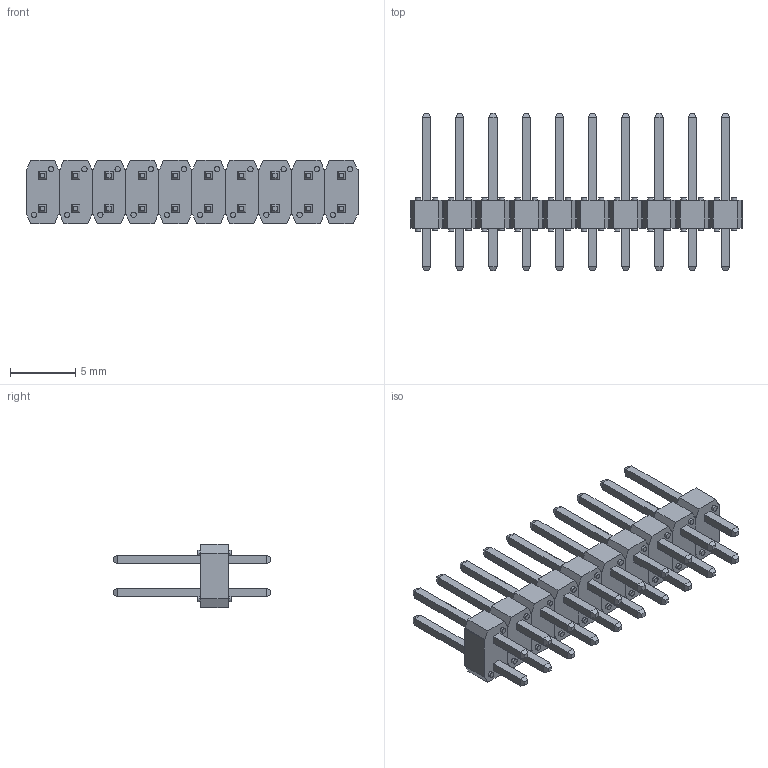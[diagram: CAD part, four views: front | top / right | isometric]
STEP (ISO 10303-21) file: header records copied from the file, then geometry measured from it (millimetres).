
FILE_DESCRIPTION (( 'STEP AP214' ), '1' );
FILE_NAME ('68691-420HLF.STEP', '2021-05-10T22:43:45', ( '' ), ( '' ), 'SwSTEP 2.0', 'SolidWorks 2020', '' );
FILE_SCHEMA (( 'AUTOMOTIVE_DESIGN' ));
Length unit declared in the file: inch
Products named in the file (2): 68691-402HLF; 68691-420HLF
Assembly tree (10 placements, depth 2):
  68691-420HLF
    68691-402HLF  x10
Bounding box: 25.4 x 12.06 x 4.83 mm (x, y, z)
Volume: 328.7 mm3; surface area: 1026.4 mm2
Topology: 10 solids, 10 shells, 620 faces, 1400 edges, 880 vertices
Faces by surface type: plane 540, cylinder 80
Entity records: 2488 total; most frequent: DIRECTION 306, CARTESIAN_POINT 303, ORIENTED_EDGE 280, EDGE_CURVE 140, LINE 124, VECTOR 124, AXIS2_PLACEMENT_3D 91, VERTEX_POINT 88
